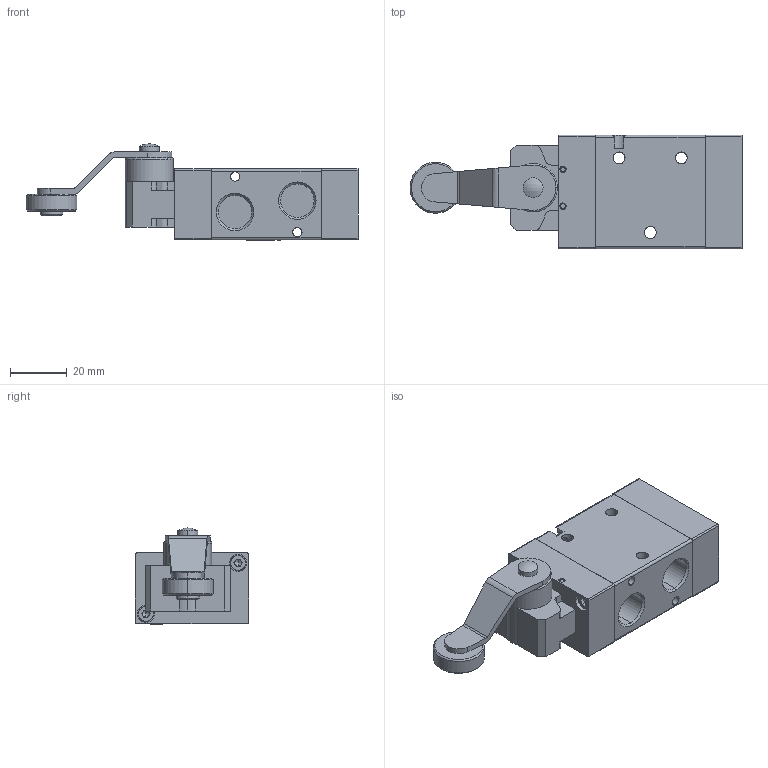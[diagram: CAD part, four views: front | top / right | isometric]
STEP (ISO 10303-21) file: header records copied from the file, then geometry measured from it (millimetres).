
FILE_DESCRIPTION (( 'STEP AP214' ), '1' );
FILE_NAME ('98_4_g46.STEP', '2015-12-21T15:43:51', ( '' ), ( '' ), 'SwSTEP 2.0', 'SolidWorks 2016', '' );
FILE_SCHEMA (( 'AUTOMOTIVE_DESIGN' ));
Length unit declared in the file: millimetre
Products named in the file (1): 98_4_g46
Bounding box: 117.2 x 40 x 33.92 mm (x, y, z)
Volume: 71716.1 mm3; surface area: 23344.6 mm2
Topology: 8 solids, 8 shells, 315 faces, 753 edges, 474 vertices
Faces by surface type: plane 147, cylinder 88, cone 32, bspline 30, torus 18
Entity records: 11261 total; most frequent: CARTESIAN_POINT 3904, ORIENTED_EDGE 1490, DIRECTION 1486, EDGE_CURVE 745, AXIS2_PLACEMENT_3D 533, VERTEX_POINT 474, VECTOR 420, LINE 420
